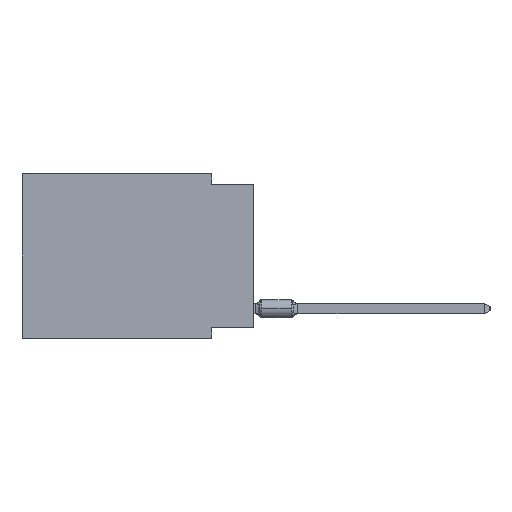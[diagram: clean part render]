
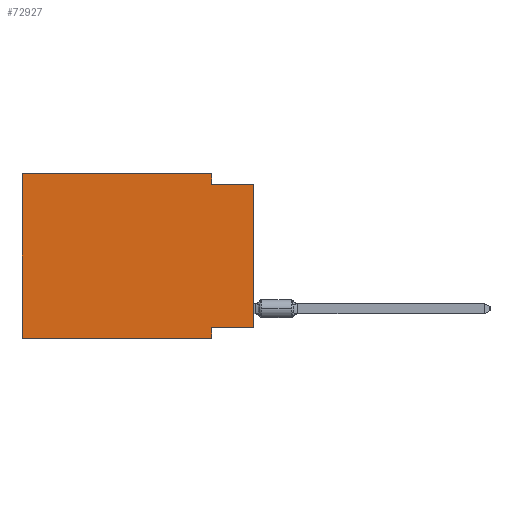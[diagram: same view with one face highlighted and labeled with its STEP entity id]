
A CAD part, left-side view. The second image highlights one B-rep face of the part: STEP entity #72927.
In plain terms, the highlighted planar face has unit normal (-1, 0, 0).
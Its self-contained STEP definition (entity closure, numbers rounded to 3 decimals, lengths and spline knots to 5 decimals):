
#3696 = DIRECTION ( 'NONE',  ( 0., 0., -1. ) ) ;
#4326 = LINE ( 'NONE', #78255, #36943 ) ;
#5251 = DIRECTION ( 'NONE',  ( 0., 0., 1. ) ) ;
#6113 = ORIENTED_EDGE ( 'NONE', *, *, #79478, .F. ) ;
#10233 = LINE ( 'NONE', #28832, #37737 ) ;
#10937 = CARTESIAN_POINT ( 'NONE',  ( 0., 0.1, -0.39 ) ) ;
#11044 = VERTEX_POINT ( 'NONE', #15591 ) ;
#11970 = VERTEX_POINT ( 'NONE', #72345 ) ;
#14265 = CARTESIAN_POINT ( 'NONE',  ( 0., 0.1, -0.39 ) ) ;
#15591 = CARTESIAN_POINT ( 'NONE',  ( 0., 0., -0.365 ) ) ;
#17468 = VERTEX_POINT ( 'NONE', #21283 ) ;
#17799 = CARTESIAN_POINT ( 'NONE',  ( 0., 0.55, 0. ) ) ;
#18798 = CARTESIAN_POINT ( 'NONE',  ( 0., 0.1, -0.365 ) ) ;
#21283 = CARTESIAN_POINT ( 'NONE',  ( 0., 0.55, -0.39 ) ) ;
#21978 = EDGE_CURVE ( 'NONE', #42370, #75371, #52900, .T. ) ;
#22589 = CARTESIAN_POINT ( 'NONE',  ( 0., 0., -0.025 ) ) ;
#22776 = CARTESIAN_POINT ( 'NONE',  ( 0., 0.1, -0.025 ) ) ;
#23657 = EDGE_LOOP ( 'NONE', ( #39669, #41314, #6113, #72986, #32254, #74269, #78860, #59617 ) ) ;
#24240 = LINE ( 'NONE', #48485, #77720 ) ;
#28832 = CARTESIAN_POINT ( 'NONE',  ( 0., 0.55, -0.39 ) ) ;
#29217 = LINE ( 'NONE', #35680, #33054 ) ;
#29644 = EDGE_CURVE ( 'NONE', #17468, #68216, #10233, .T. ) ;
#30518 = DIRECTION ( 'NONE',  ( 0., 0., 1. ) ) ;
#32254 = ORIENTED_EDGE ( 'NONE', *, *, #37740, .F. ) ;
#32812 = CARTESIAN_POINT ( 'NONE',  ( 0., 0.55, 0. ) ) ;
#33054 = VECTOR ( 'NONE', #78102, 39.37008 ) ;
#34902 = DIRECTION ( 'NONE',  ( 0., -1., 0. ) ) ;
#35680 = CARTESIAN_POINT ( 'NONE',  ( 0., 0., -0.365 ) ) ;
#36038 = CARTESIAN_POINT ( 'NONE',  ( 0., 0.55, 0. ) ) ;
#36497 = EDGE_CURVE ( 'NONE', #11044, #57366, #29217, .T. ) ;
#36943 = VECTOR ( 'NONE', #54408, 39.37008 ) ;
#37737 = VECTOR ( 'NONE', #34902, 39.37008 ) ;
#37740 = EDGE_CURVE ( 'NONE', #17468, #47874, #42646, .T. ) ;
#39669 = ORIENTED_EDGE ( 'NONE', *, *, #50706, .T. ) ;
#40970 = VECTOR ( 'NONE', #71867, 39.37008 ) ;
#41314 = ORIENTED_EDGE ( 'NONE', *, *, #21978, .F. ) ;
#42370 = VERTEX_POINT ( 'NONE', #22776 ) ;
#42646 = LINE ( 'NONE', #67271, #43533 ) ;
#43533 = VECTOR ( 'NONE', #30518, 39.37008 ) ;
#45307 = EDGE_CURVE ( 'NONE', #47874, #11970, #54158, .T. ) ;
#46402 = EDGE_CURVE ( 'NONE', #57366, #68216, #46519, .T. ) ;
#46519 = LINE ( 'NONE', #10937, #51445 ) ;
#46959 = DIRECTION ( 'NONE',  ( 0., 0., -1. ) ) ;
#47874 = VERTEX_POINT ( 'NONE', #32812 ) ;
#48485 = CARTESIAN_POINT ( 'NONE',  ( 0., 0., 0. ) ) ;
#48914 = VECTOR ( 'NONE', #54957, 39.37008 ) ;
#50706 = EDGE_CURVE ( 'NONE', #11044, #75371, #24240, .T. ) ;
#51445 = VECTOR ( 'NONE', #3696, 39.37008 ) ;
#52900 = LINE ( 'NONE', #22589, #40970 ) ;
#54158 = LINE ( 'NONE', #17799, #48914 ) ;
#54408 = DIRECTION ( 'NONE',  ( 0., 0., -1. ) ) ;
#54957 = DIRECTION ( 'NONE',  ( 0., -1., 0. ) ) ;
#57366 = VERTEX_POINT ( 'NONE', #18798 ) ;
#57377 = CARTESIAN_POINT ( 'NONE',  ( 0., 0., -0.025 ) ) ;
#59617 = ORIENTED_EDGE ( 'NONE', *, *, #36497, .F. ) ;
#60684 = DIRECTION ( 'NONE',  ( 1., 0., 0. ) ) ;
#65941 = FACE_OUTER_BOUND ( 'NONE', #23657, .T. ) ;
#67271 = CARTESIAN_POINT ( 'NONE',  ( 0., 0.55, 0. ) ) ;
#68216 = VERTEX_POINT ( 'NONE', #14265 ) ;
#71209 = AXIS2_PLACEMENT_3D ( 'NONE', #36038, #60684, #46959 ) ;
#71867 = DIRECTION ( 'NONE',  ( 0., -1., 0. ) ) ;
#72345 = CARTESIAN_POINT ( 'NONE',  ( 0., 0.1, 0. ) ) ;
#72927 = ADVANCED_FACE ( 'NONE', ( #65941 ), #77668, .F. ) ;
#72986 = ORIENTED_EDGE ( 'NONE', *, *, #45307, .F. ) ;
#74269 = ORIENTED_EDGE ( 'NONE', *, *, #29644, .T. ) ;
#75371 = VERTEX_POINT ( 'NONE', #57377 ) ;
#77668 = PLANE ( 'NONE',  #71209 ) ;
#77720 = VECTOR ( 'NONE', #5251, 39.37008 ) ;
#78102 = DIRECTION ( 'NONE',  ( 0., 1., 0. ) ) ;
#78255 = CARTESIAN_POINT ( 'NONE',  ( 0., 0.1, 0. ) ) ;
#78860 = ORIENTED_EDGE ( 'NONE', *, *, #46402, .F. ) ;
#79478 = EDGE_CURVE ( 'NONE', #11970, #42370, #4326, .T. ) ;
